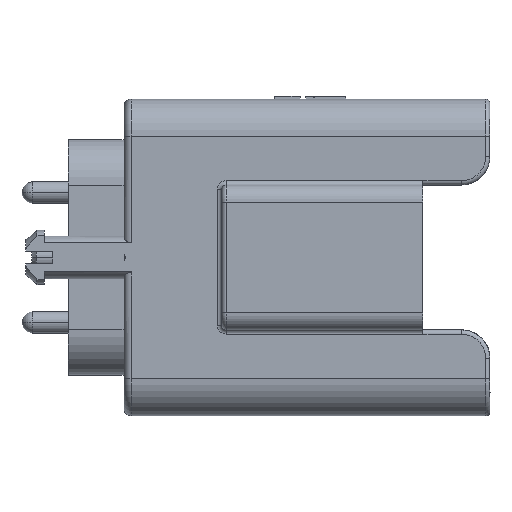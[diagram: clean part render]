
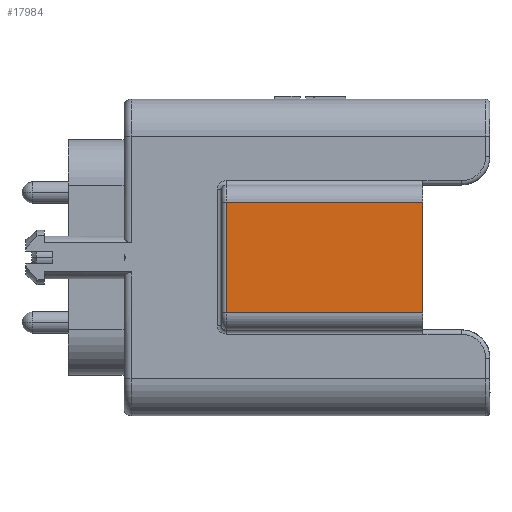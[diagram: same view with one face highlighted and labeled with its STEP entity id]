
A CAD part, left-side view. The second image highlights one B-rep face of the part: STEP entity #17984.
In plain terms, the highlighted planar face has unit normal (-1, 0, 0).
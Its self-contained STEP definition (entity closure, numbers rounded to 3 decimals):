
#3389=DIRECTION('',(0.,0.,1.));
#3390=VECTOR('',#3389,7.75);
#3391=CARTESIAN_POINT('',(-20.225,4.7,-3.875));
#3392=LINE('',#3391,#3390);
#3537=DIRECTION('',(0.,0.,-1.));
#3538=VECTOR('',#3537,7.75);
#3539=CARTESIAN_POINT('',(-20.225,18.5,3.875));
#3540=LINE('',#3539,#3538);
#3541=DIRECTION('',(0.,-1.,0.));
#3542=VECTOR('',#3541,13.8);
#3543=CARTESIAN_POINT('',(-20.225,18.5,3.875));
#3544=LINE('',#3543,#3542);
#3545=DIRECTION('',(0.,1.,0.));
#3546=VECTOR('',#3545,13.8);
#3547=CARTESIAN_POINT('',(-20.225,4.7,-3.875));
#3548=LINE('',#3547,#3546);
#12023=CARTESIAN_POINT('',(-20.225,4.7,3.875));
#12025=VERTEX_POINT('',#12023);
#12026=CARTESIAN_POINT('',(-20.225,4.7,-3.875));
#12028=VERTEX_POINT('',#12026);
#12090=CARTESIAN_POINT('',(-20.225,18.5,-3.875));
#12092=VERTEX_POINT('',#12090);
#12098=CARTESIAN_POINT('',(-20.225,18.5,3.875));
#12099=VERTEX_POINT('',#12098);
#17972=CARTESIAN_POINT('',(-20.225,18.8,-5.075));
#17973=DIRECTION('',(-1.,0.,0.));
#17974=DIRECTION('',(0.,-1.,0.));
#17975=AXIS2_PLACEMENT_3D('',#17972,#17973,#17974);
#17976=PLANE('',#17975);
#17977=ORIENTED_EDGE('',*,*,#17962,.F.);
#17978=ORIENTED_EDGE('',*,*,#17937,.T.);
#17979=ORIENTED_EDGE('',*,*,#17725,.F.);
#17981=ORIENTED_EDGE('',*,*,#17980,.T.);
#17982=EDGE_LOOP('',(#17977,#17978,#17979,#17981));
#17983=FACE_OUTER_BOUND('',#17982,.F.);
#17984=ADVANCED_FACE('',(#17983),#17976,.T.);
#17725=EDGE_CURVE('',#12028,#12025,#3392,.T.);
#17937=EDGE_CURVE('',#12099,#12025,#3544,.T.);
#17962=EDGE_CURVE('',#12099,#12092,#3540,.T.);
#17980=EDGE_CURVE('',#12028,#12092,#3548,.T.);
